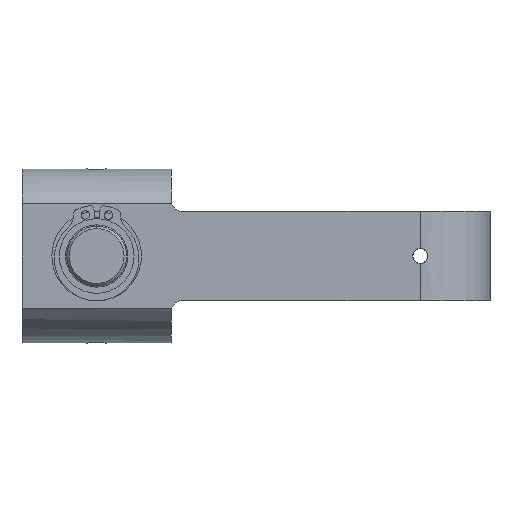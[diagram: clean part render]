
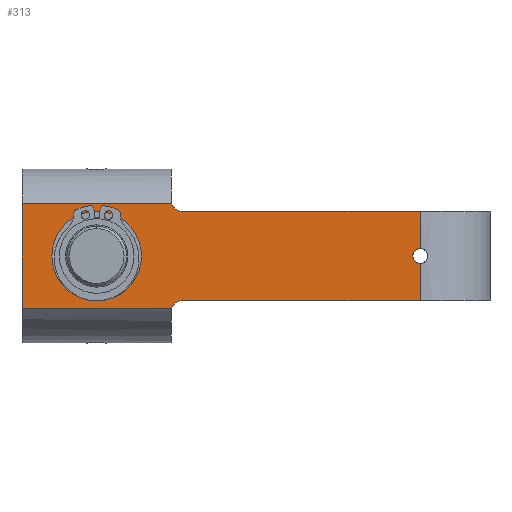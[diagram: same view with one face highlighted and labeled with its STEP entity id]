
A CAD part, front view. The second image highlights one B-rep face of the part: STEP entity #313.
In plain terms, the highlighted face is planar.
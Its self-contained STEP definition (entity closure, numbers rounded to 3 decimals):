
#5 = CARTESIAN_POINT ( 'NONE',  ( -10.5, 80., 14. ) ) ;
#25 = CARTESIAN_POINT ( 'NONE',  ( 9., 15., 14. ) ) ;
#53 = CARTESIAN_POINT ( 'NONE',  ( -10.5, 100., 14. ) ) ;
#81 = CARTESIAN_POINT ( 'NONE',  ( -9., 100., 14. ) ) ;
#100 = VECTOR ( 'NONE', #1770, 1000. ) ;
#204 = CARTESIAN_POINT ( 'NONE',  ( 9., 32., 14. ) ) ;
#237 = VERTEX_POINT ( 'NONE', #204 ) ;
#238 = PLANE ( 'NONE',  #3048 ) ;
#246 = ORIENTED_EDGE ( 'NONE', *, *, #2497, .F. ) ;
#282 = CARTESIAN_POINT ( 'NONE',  ( 0., 80., 14. ) ) ;
#293 = DIRECTION ( 'NONE',  ( -1., 0., 0. ) ) ;
#313 = ADVANCED_FACE ( 'NONE', ( #1868, #784 ), #238, .F. ) ;
#348 = ORIENTED_EDGE ( 'NONE', *, *, #3041, .T. ) ;
#395 = CIRCLE ( 'NONE', #3272, 2. ) ;
#399 = CIRCLE ( 'NONE', #3399, 1.5 ) ;
#409 = CARTESIAN_POINT ( 'NONE',  ( 10.5, 100., 14. ) ) ;
#413 = LINE ( 'NONE', #81, #789 ) ;
#444 = CARTESIAN_POINT ( 'NONE',  ( 0., 15., 14. ) ) ;
#484 = VERTEX_POINT ( 'NONE', #853 ) ;
#549 = DIRECTION ( 'NONE',  ( -1., 0., 0. ) ) ;
#562 = VERTEX_POINT ( 'NONE', #1830 ) ;
#563 = DIRECTION ( 'NONE',  ( 0., 0., 1. ) ) ;
#569 = ORIENTED_EDGE ( 'NONE', *, *, #3470, .T. ) ;
#597 = VERTEX_POINT ( 'NONE', #3173 ) ;
#637 = DIRECTION ( 'NONE',  ( 0., 0., -1. ) ) ;
#664 = EDGE_CURVE ( 'NONE', #1520, #237, #2354, .T. ) ;
#693 = LINE ( 'NONE', #409, #100 ) ;
#744 = DIRECTION ( 'NONE',  ( -1., 0., 0. ) ) ;
#784 = FACE_OUTER_BOUND ( 'NONE', #1019, .T. ) ;
#789 = VECTOR ( 'NONE', #1185, 1000. ) ;
#797 = CARTESIAN_POINT ( 'NONE',  ( -9., 80., 14. ) ) ;
#853 = CARTESIAN_POINT ( 'NONE',  ( 10.5, 30.064, 14. ) ) ;
#873 = VECTOR ( 'NONE', #1102, 1000. ) ;
#932 = CARTESIAN_POINT ( 'NONE',  ( -11., 32., 14. ) ) ;
#961 = DIRECTION ( 'NONE',  ( 0., -1., 0. ) ) ;
#1019 = EDGE_LOOP ( 'NONE', ( #348, #1379, #2234, #2368, #2196, #2117, #569, #3253, #1423, #3280 ) ) ;
#1102 = DIRECTION ( 'NONE',  ( 0., -1., 0. ) ) ;
#1122 = VECTOR ( 'NONE', #2983, 1000. ) ;
#1154 = VERTEX_POINT ( 'NONE', #25 ) ;
#1185 = DIRECTION ( 'NONE',  ( 0., 1., 0. ) ) ;
#1199 = CIRCLE ( 'NONE', #3519, 9. ) ;
#1220 = VERTEX_POINT ( 'NONE', #797 ) ;
#1272 = VECTOR ( 'NONE', #961, 1000. ) ;
#1275 = CARTESIAN_POINT ( 'NONE',  ( 11., 32., 14. ) ) ;
#1309 = DIRECTION ( 'NONE',  ( 0., 0., 1. ) ) ;
#1338 = EDGE_CURVE ( 'NONE', #3494, #597, #3377, .T. ) ;
#1379 = ORIENTED_EDGE ( 'NONE', *, *, #2527, .F. ) ;
#1420 = DIRECTION ( 'NONE',  ( 0., 0., 1. ) ) ;
#1423 = ORIENTED_EDGE ( 'NONE', *, *, #3139, .T. ) ;
#1473 = CARTESIAN_POINT ( 'NONE',  ( -10.5, 80., 14. ) ) ;
#1479 = DIRECTION ( 'NONE',  ( -1., 0., 0. ) ) ;
#1520 = VERTEX_POINT ( 'NONE', #2566 ) ;
#1584 = CARTESIAN_POINT ( 'NONE',  ( 9., 100., 14. ) ) ;
#1601 = DIRECTION ( 'NONE',  ( 1., 0., 0. ) ) ;
#1625 = LINE ( 'NONE', #5, #3358 ) ;
#1690 = VERTEX_POINT ( 'NONE', #3514 ) ;
#1770 = DIRECTION ( 'NONE',  ( 0., -1., 0. ) ) ;
#1783 = AXIS2_PLACEMENT_3D ( 'NONE', #444, #1309, #1601 ) ;
#1810 = EDGE_CURVE ( 'NONE', #562, #1220, #1625, .T. ) ;
#1826 = ORIENTED_EDGE ( 'NONE', *, *, #3188, .F. ) ;
#1830 = CARTESIAN_POINT ( 'NONE',  ( -1.5, 80., 14. ) ) ;
#1868 = FACE_BOUND ( 'NONE', #3485, .T. ) ;
#1893 = CARTESIAN_POINT ( 'NONE',  ( -10.5, 0., 14. ) ) ;
#1952 = CIRCLE ( 'NONE', #1783, 9. ) ;
#1962 = DIRECTION ( 'NONE',  ( 1., 0., 0. ) ) ;
#2015 = LINE ( 'NONE', #1473, #3566 ) ;
#2036 = DIRECTION ( 'NONE',  ( -1., 0., 0. ) ) ;
#2117 = ORIENTED_EDGE ( 'NONE', *, *, #1338, .T. ) ;
#2191 = DIRECTION ( 'NONE',  ( 0., 0., -1. ) ) ;
#2196 = ORIENTED_EDGE ( 'NONE', *, *, #2338, .T. ) ;
#2234 = ORIENTED_EDGE ( 'NONE', *, *, #1810, .T. ) ;
#2243 = AXIS2_PLACEMENT_3D ( 'NONE', #932, #637, #1479 ) ;
#2305 = VERTEX_POINT ( 'NONE', #3097 ) ;
#2338 = EDGE_CURVE ( 'NONE', #1690, #3494, #2471, .T. ) ;
#2354 = LINE ( 'NONE', #1584, #1272 ) ;
#2368 = ORIENTED_EDGE ( 'NONE', *, *, #2393, .F. ) ;
#2393 = EDGE_CURVE ( 'NONE', #1690, #1220, #413, .T. ) ;
#2411 = DIRECTION ( 'NONE',  ( 0., 0., -1. ) ) ;
#2449 = CARTESIAN_POINT ( 'NONE',  ( 10.5, 0., 14. ) ) ;
#2469 = CARTESIAN_POINT ( 'NONE',  ( 0., 15., 14. ) ) ;
#2471 = CIRCLE ( 'NONE', #2243, 2. ) ;
#2473 = CARTESIAN_POINT ( 'NONE',  ( -10.5, 100., 14. ) ) ;
#2497 = EDGE_CURVE ( 'NONE', #1154, #2305, #1199, .T. ) ;
#2527 = EDGE_CURVE ( 'NONE', #562, #2963, #399, .T. ) ;
#2566 = CARTESIAN_POINT ( 'NONE',  ( 9., 80., 14. ) ) ;
#2635 = EDGE_CURVE ( 'NONE', #484, #3013, #693, .T. ) ;
#2713 = CARTESIAN_POINT ( 'NONE',  ( 1.5, 80., 14. ) ) ;
#2963 = VERTEX_POINT ( 'NONE', #2713 ) ;
#2983 = DIRECTION ( 'NONE',  ( 1., 0., 0. ) ) ;
#2998 = DIRECTION ( 'NONE',  ( 1., 0., 0. ) ) ;
#2999 = LINE ( 'NONE', #1893, #1122 ) ;
#3013 = VERTEX_POINT ( 'NONE', #2449 ) ;
#3041 = EDGE_CURVE ( 'NONE', #1520, #2963, #2015, .T. ) ;
#3048 = AXIS2_PLACEMENT_3D ( 'NONE', #2473, #2191, #549 ) ;
#3097 = CARTESIAN_POINT ( 'NONE',  ( -9., 15., 14. ) ) ;
#3139 = EDGE_CURVE ( 'NONE', #484, #237, #395, .T. ) ;
#3173 = CARTESIAN_POINT ( 'NONE',  ( -10.5, 0., 14. ) ) ;
#3188 = EDGE_CURVE ( 'NONE', #2305, #1154, #1952, .T. ) ;
#3253 = ORIENTED_EDGE ( 'NONE', *, *, #2635, .F. ) ;
#3272 = AXIS2_PLACEMENT_3D ( 'NONE', #1275, #2411, #744 ) ;
#3280 = ORIENTED_EDGE ( 'NONE', *, *, #664, .F. ) ;
#3358 = VECTOR ( 'NONE', #293, 1000. ) ;
#3377 = LINE ( 'NONE', #53, #873 ) ;
#3399 = AXIS2_PLACEMENT_3D ( 'NONE', #282, #1420, #1962 ) ;
#3470 = EDGE_CURVE ( 'NONE', #597, #3013, #2999, .T. ) ;
#3485 = EDGE_LOOP ( 'NONE', ( #246, #1826 ) ) ;
#3494 = VERTEX_POINT ( 'NONE', #3526 ) ;
#3514 = CARTESIAN_POINT ( 'NONE',  ( -9., 32., 14. ) ) ;
#3519 = AXIS2_PLACEMENT_3D ( 'NONE', #2469, #563, #2998 ) ;
#3526 = CARTESIAN_POINT ( 'NONE',  ( -10.5, 30.064, 14. ) ) ;
#3566 = VECTOR ( 'NONE', #2036, 1000. ) ;
